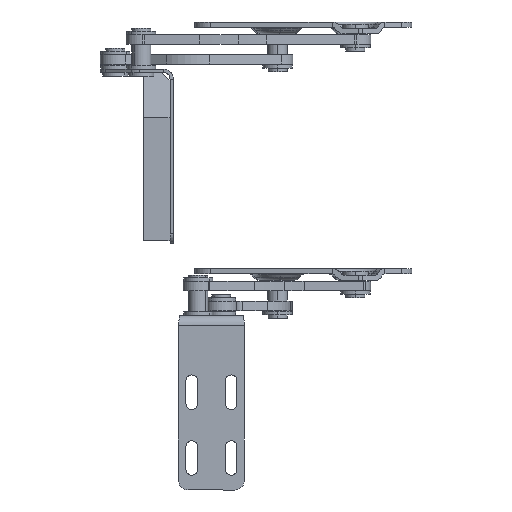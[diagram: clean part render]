
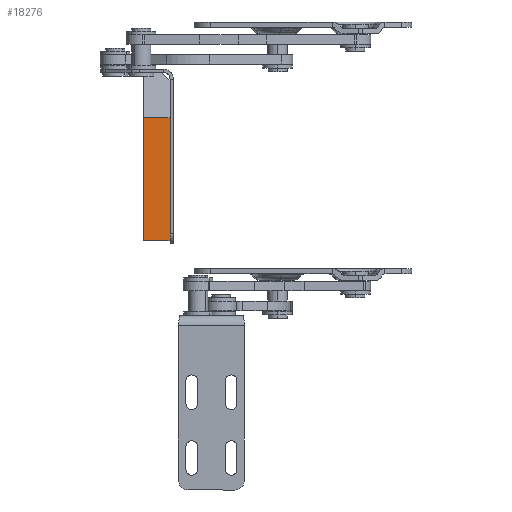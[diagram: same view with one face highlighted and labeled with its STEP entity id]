
A CAD part, left-side view. The second image highlights one B-rep face of the part: STEP entity #18276.
In plain terms, the highlighted face is planar.
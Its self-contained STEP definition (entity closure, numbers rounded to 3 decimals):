
#1437 = DIRECTION ( 'NONE',  ( 0., 0., 1. ) ) ;
#1816 = VECTOR ( 'NONE', #13219, 1000. ) ;
#2187 = VERTEX_POINT ( 'NONE', #14359 ) ;
#2609 = VECTOR ( 'NONE', #13905, 1000. ) ;
#2699 = DIRECTION ( 'NONE',  ( -0.661, 0.75, 0. ) ) ;
#3382 = ORIENTED_EDGE ( 'NONE', *, *, #16570, .F. ) ;
#4853 = LINE ( 'NONE', #18639, #2609 ) ;
#5285 = LINE ( 'NONE', #20457, #20482 ) ;
#5321 = PLANE ( 'NONE',  #19934 ) ;
#6184 = VERTEX_POINT ( 'NONE', #16398 ) ;
#6282 = FACE_OUTER_BOUND ( 'NONE', #15572, .T. ) ;
#7251 = ORIENTED_EDGE ( 'NONE', *, *, #10106, .T. ) ;
#7736 = ORIENTED_EDGE ( 'NONE', *, *, #10193, .F. ) ;
#7769 = EDGE_CURVE ( 'NONE', #19520, #6184, #4853, .T. ) ;
#8828 = LINE ( 'NONE', #13023, #1816 ) ;
#10106 = EDGE_CURVE ( 'NONE', #6184, #2187, #8828, .T. ) ;
#10193 = EDGE_CURVE ( 'NONE', #19842, #2187, #5285, .T. ) ;
#11090 = LINE ( 'NONE', #13995, #14348 ) ;
#11673 = DIRECTION ( 'NONE',  ( -0.661, 0.75, 0. ) ) ;
#12923 = CARTESIAN_POINT ( 'NONE',  ( -5.449, 18.194, -102.5 ) ) ;
#13023 = CARTESIAN_POINT ( 'NONE',  ( -16.032, 30.194, -102.5 ) ) ;
#13219 = DIRECTION ( 'NONE',  ( 0., 0., 1. ) ) ;
#13435 = CARTESIAN_POINT ( 'NONE',  ( -5.449, 18.194, -102.5 ) ) ;
#13905 = DIRECTION ( 'NONE',  ( -0.661, 0.75, 0. ) ) ;
#13994 = CARTESIAN_POINT ( 'NONE',  ( -5.449, 18.194, -27.5 ) ) ;
#13995 = CARTESIAN_POINT ( 'NONE',  ( -5.449, 18.194, -102.5 ) ) ;
#14348 = VECTOR ( 'NONE', #1437, 1000. ) ;
#14359 = CARTESIAN_POINT ( 'NONE',  ( -16.032, 30.194, -27.5 ) ) ;
#14908 = DIRECTION ( 'NONE',  ( 0.75, 0.661, 0. ) ) ;
#15572 = EDGE_LOOP ( 'NONE', ( #7251, #7736, #3382, #19929 ) ) ;
#16398 = CARTESIAN_POINT ( 'NONE',  ( -16.032, 30.194, -102.5 ) ) ;
#16570 = EDGE_CURVE ( 'NONE', #19520, #19842, #11090, .T. ) ;
#18276 = ADVANCED_FACE ( 'NONE', ( #6282 ), #5321, .T. ) ;
#18639 = CARTESIAN_POINT ( 'NONE',  ( -5.449, 18.194, -102.5 ) ) ;
#19520 = VERTEX_POINT ( 'NONE', #12923 ) ;
#19842 = VERTEX_POINT ( 'NONE', #13994 ) ;
#19929 = ORIENTED_EDGE ( 'NONE', *, *, #7769, .T. ) ;
#19934 = AXIS2_PLACEMENT_3D ( 'NONE', #13435, #14908, #11673 ) ;
#20457 = CARTESIAN_POINT ( 'NONE',  ( -5.449, 18.194, -27.5 ) ) ;
#20482 = VECTOR ( 'NONE', #2699, 1000. ) ;
